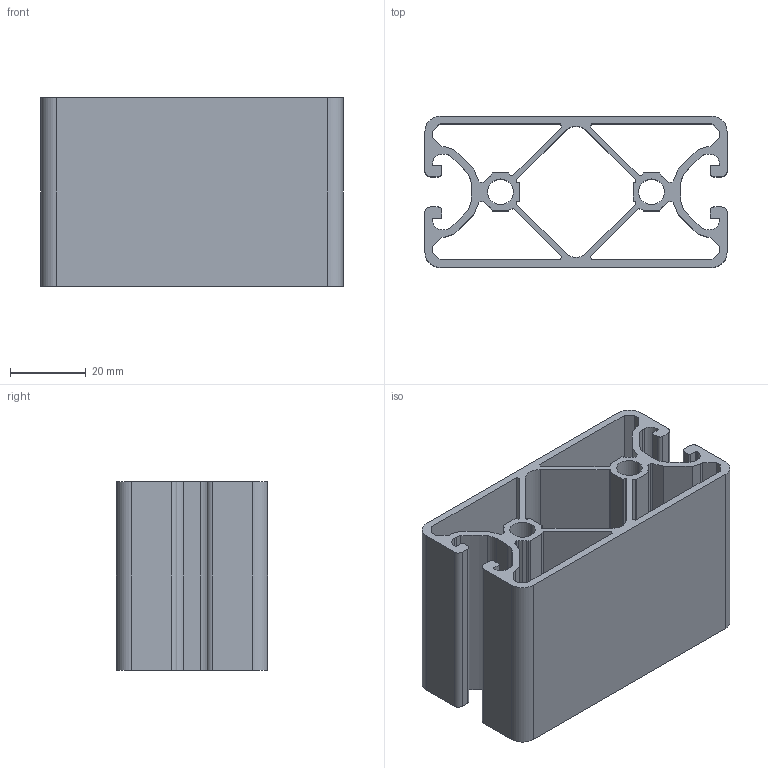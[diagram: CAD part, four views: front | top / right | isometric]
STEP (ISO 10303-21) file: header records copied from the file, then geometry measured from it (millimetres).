
FILE_DESCRIPTION (( 'STEP AP214' ), '1' );
FILE_NAME ('BASE08E0160-Profilé 8 80x40 4N180 E.step', '2023-03-24T09:42:25', ( 'Altae' ), ( '' ), 'SwSTEP 2.0', 'SolidWorks 2021', '' );
FILE_SCHEMA (( 'AUTOMOTIVE_DESIGN' ));
Length unit declared in the file: millimetre
Products named in the file (1): BASE08E0160-Profilé 8 80x40 4N180 E
Bounding box: 80 x 40 x 50 mm (x, y, z)
Volume: 41470.6 mm3; surface area: 41800.8 mm2
Topology: 1 solids, 1 shells, 182 faces, 540 edges, 360 vertices
Faces by surface type: plane 126, cylinder 56
Entity records: 6138 total; most frequent: CARTESIAN_POINT 1083, ORIENTED_EDGE 1080, DIRECTION 1018, EDGE_CURVE 540, LINE 428, VECTOR 428, VERTEX_POINT 360, AXIS2_PLACEMENT_3D 295
